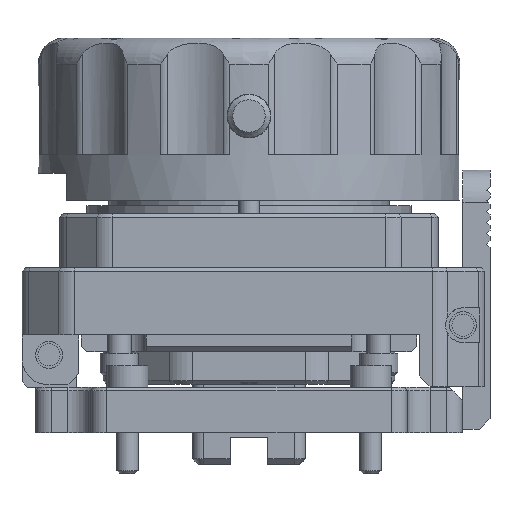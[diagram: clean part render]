
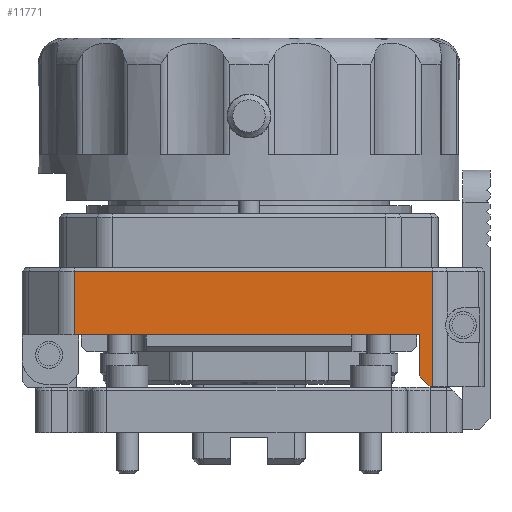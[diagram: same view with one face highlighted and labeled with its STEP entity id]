
A CAD part, left-side view. The second image highlights one B-rep face of the part: STEP entity #11771.
In plain terms, the highlighted planar face has unit normal (-1, 0, 0).
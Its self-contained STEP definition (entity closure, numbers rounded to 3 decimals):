
#1703=FACE_OUTER_BOUND($,#2570,.T.);
#2570=EDGE_LOOP($,(#9152,#9153,#9154,#9155,#9156,#9157,#9158));
#3550=LINE($,#19606,#4467);
#3559=LINE($,#19635,#4476);
#3611=LINE($,#19763,#4528);
#3617=LINE($,#19777,#4534);
#3626=LINE($,#19803,#4543);
#3631=LINE($,#19828,#4548);
#3633=LINE($,#19831,#4550);
#4467=VECTOR($,#14925,31.922);
#4476=VECTOR($,#14948,5.9);
#4528=VECTOR($,#15076,3.8);
#4534=VECTOR($,#15088,0.222);
#4543=VECTOR($,#15109,10.7);
#4548=VECTOR($,#15120,33.143);
#4550=VECTOR($,#15124,1.414);
#5521=VERTEX_POINT($,#19582);
#5532=VERTEX_POINT($,#19604);
#5544=VERTEX_POINT($,#19631);
#5583=VERTEX_POINT($,#19761);
#5587=VERTEX_POINT($,#19774);
#5588=VERTEX_POINT($,#19776);
#5599=VERTEX_POINT($,#19801);
#6823=EDGE_CURVE($,#5521,#5532,#3550,.T.);
#6837=EDGE_CURVE($,#5544,#5521,#3559,.T.);
#6900=EDGE_CURVE($,#5583,#5532,#3611,.T.);
#6907=EDGE_CURVE($,#5588,#5587,#3617,.T.);
#6920=EDGE_CURVE($,#5587,#5599,#3626,.T.);
#6927=EDGE_CURVE($,#5599,#5544,#3631,.T.);
#6929=EDGE_CURVE($,#5583,#5588,#3633,.T.);
#9152=ORIENTED_EDGE($,*,*,#6927,.T.);
#9153=ORIENTED_EDGE($,*,*,#6837,.T.);
#9154=ORIENTED_EDGE($,*,*,#6823,.T.);
#9155=ORIENTED_EDGE($,*,*,#6900,.F.);
#9156=ORIENTED_EDGE($,*,*,#6929,.T.);
#9157=ORIENTED_EDGE($,*,*,#6907,.T.);
#9158=ORIENTED_EDGE($,*,*,#6920,.T.);
#11255=PLANE($,#12858);
#11771=ADVANCED_FACE($,(#1703),#11255,.T.);
#12858=AXIS2_PLACEMENT_3D($,#19830,#15122,#15123);
#14925=DIRECTION($,(0.,-1.,0.));
#14948=DIRECTION($,(0.,0.,-1.));
#15076=DIRECTION($,(0.,0.,1.));
#15088=DIRECTION($,(0.,-1.,0.));
#15109=DIRECTION($,(0.,0.,1.));
#15120=DIRECTION($,(0.,1.,0.));
#15122=DIRECTION('center_axis',(-1.,0.,0.));
#15123=DIRECTION('ref_axis',(0.,-1.,0.));
#15124=DIRECTION($,(0.,-0.707,-0.707));
#19582=CARTESIAN_POINT('',(-19.75,16.172,17.3));
#19604=CARTESIAN_POINT('',(-19.75,-15.75,17.3));
#19606=CARTESIAN_POINT($,(-19.75,16.172,17.3));
#19631=CARTESIAN_POINT('',(-19.75,16.172,23.2));
#19635=CARTESIAN_POINT($,(-19.75,16.172,23.2));
#19761=CARTESIAN_POINT('',(-19.75,-15.75,13.5));
#19763=CARTESIAN_POINT($,(-19.75,-15.75,13.5));
#19774=CARTESIAN_POINT('',(-19.75,-16.972,12.5));
#19776=CARTESIAN_POINT('',(-19.75,-16.75,12.5));
#19777=CARTESIAN_POINT($,(-19.75,-16.75,12.5));
#19801=CARTESIAN_POINT('',(-19.75,-16.972,23.2));
#19803=CARTESIAN_POINT($,(-19.75,-16.972,12.5));
#19828=CARTESIAN_POINT($,(-19.75,10.3,23.2));
#19830=CARTESIAN_POINT('Origin',(-19.75,21.,12.5));
#19831=CARTESIAN_POINT($,(-19.75,-15.75,13.5));
